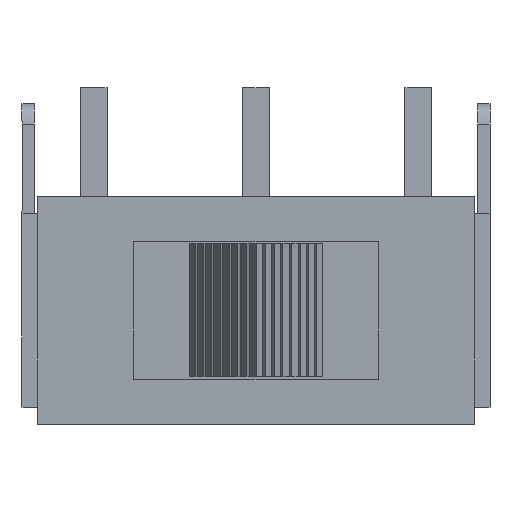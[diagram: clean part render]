
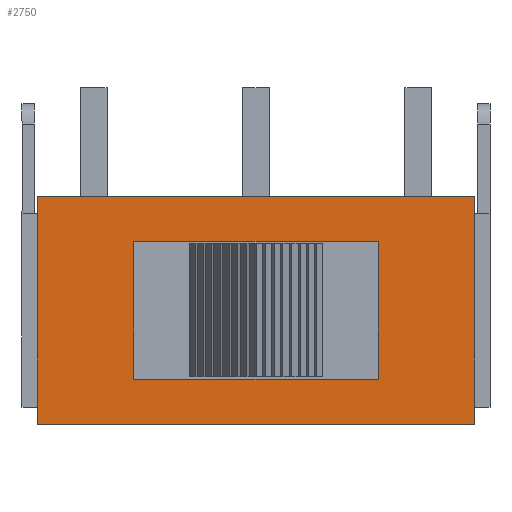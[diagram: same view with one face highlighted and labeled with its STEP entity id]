
A CAD part, top view. The second image highlights one B-rep face of the part: STEP entity #2750.
In plain terms, the highlighted planar face has unit normal (0, 0, 1).
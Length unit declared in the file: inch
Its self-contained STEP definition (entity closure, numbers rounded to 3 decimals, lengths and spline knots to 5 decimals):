
#991=CARTESIAN_POINT('',(0.25,0.12992,0.26417));
#992=VERTEX_POINT('',#991);
#999=CARTESIAN_POINT('',(0.25,-0.12992,0.26417));
#1000=VERTEX_POINT('',#999);
#1001=CARTESIAN_POINT('',(0.25,0.12992,0.26417));
#1002=DIRECTION('',(0.0,-1.0,0.0));
#1003=VECTOR('',#1002,0.25984);
#1004=LINE('',#1001,#1003);
#1005=EDGE_CURVE('',#992,#1000,#1004,.T.);
#2686=CARTESIAN_POINT('',(0.275,0.14291,0.26417));
#2687=DIRECTION('',(0.0,0.0,1.0));
#2688=DIRECTION('',(1.0,0.0,0.0));
#2689=AXIS2_PLACEMENT_3D('',#2686,#2687,#2688);
#2690=PLANE('',#2689);
#2691=ORIENTED_EDGE('',*,*,#1005,.F.);
#2692=CARTESIAN_POINT('',(-0.25,0.12992,0.26417));
#2693=VERTEX_POINT('',#2692);
#2694=CARTESIAN_POINT('',(-0.25,0.12992,0.26417));
#2695=DIRECTION('',(1.0,0.0,0.0));
#2696=VECTOR('',#2695,0.5);
#2697=LINE('',#2694,#2696);
#2698=EDGE_CURVE('',#2693,#992,#2697,.T.);
#2699=ORIENTED_EDGE('',*,*,#2698,.F.);
#2700=CARTESIAN_POINT('',(-0.25,-0.12992,0.26417));
#2701=VERTEX_POINT('',#2700);
#2702=CARTESIAN_POINT('',(-0.25,-0.12992,0.26417));
#2703=DIRECTION('',(0.0,1.0,0.0));
#2704=VECTOR('',#2703,0.25984);
#2705=LINE('',#2702,#2704);
#2706=EDGE_CURVE('',#2701,#2693,#2705,.T.);
#2707=ORIENTED_EDGE('',*,*,#2706,.F.);
#2708=CARTESIAN_POINT('',(0.25,-0.12992,0.26417));
#2709=DIRECTION('',(-1.0,0.0,0.0));
#2710=VECTOR('',#2709,0.5);
#2711=LINE('',#2708,#2710);
#2712=EDGE_CURVE('',#1000,#2701,#2711,.T.);
#2713=ORIENTED_EDGE('',*,*,#2712,.F.);
#2714=EDGE_LOOP('',(#2691,#2699,#2707,#2713));
#2715=FACE_OUTER_BOUND('',#2714,.T.);
#2716=CARTESIAN_POINT('',(-0.13976,-0.07874,0.26417));
#2717=VERTEX_POINT('',#2716);
#2718=CARTESIAN_POINT('',(-0.13976,0.07874,0.26417));
#2719=VERTEX_POINT('',#2718);
#2720=CARTESIAN_POINT('',(-0.13976,-0.07874,0.26417));
#2721=DIRECTION('',(0.0,1.0,0.0));
#2722=VECTOR('',#2721,0.15748);
#2723=LINE('',#2720,#2722);
#2724=EDGE_CURVE('',#2717,#2719,#2723,.T.);
#2725=ORIENTED_EDGE('',*,*,#2724,.T.);
#2726=CARTESIAN_POINT('',(0.13976,0.07874,0.26417));
#2727=VERTEX_POINT('',#2726);
#2728=CARTESIAN_POINT('',(-0.13976,0.07874,0.26417));
#2729=DIRECTION('',(1.0,0.0,0.0));
#2730=VECTOR('',#2729,0.27953);
#2731=LINE('',#2728,#2730);
#2732=EDGE_CURVE('',#2719,#2727,#2731,.T.);
#2733=ORIENTED_EDGE('',*,*,#2732,.T.);
#2734=CARTESIAN_POINT('',(0.13976,-0.07874,0.26417));
#2735=VERTEX_POINT('',#2734);
#2736=CARTESIAN_POINT('',(0.13976,0.07874,0.26417));
#2737=DIRECTION('',(0.0,-1.0,0.0));
#2738=VECTOR('',#2737,0.15748);
#2739=LINE('',#2736,#2738);
#2740=EDGE_CURVE('',#2727,#2735,#2739,.T.);
#2741=ORIENTED_EDGE('',*,*,#2740,.T.);
#2742=CARTESIAN_POINT('',(0.13976,-0.07874,0.26417));
#2743=DIRECTION('',(-1.0,0.0,0.0));
#2744=VECTOR('',#2743,0.27953);
#2745=LINE('',#2742,#2744);
#2746=EDGE_CURVE('',#2735,#2717,#2745,.T.);
#2747=ORIENTED_EDGE('',*,*,#2746,.T.);
#2748=EDGE_LOOP('',(#2725,#2733,#2741,#2747));
#2749=FACE_BOUND('',#2748,.T.);
#2750=ADVANCED_FACE('',(#2715,#2749),#2690,.T.);
